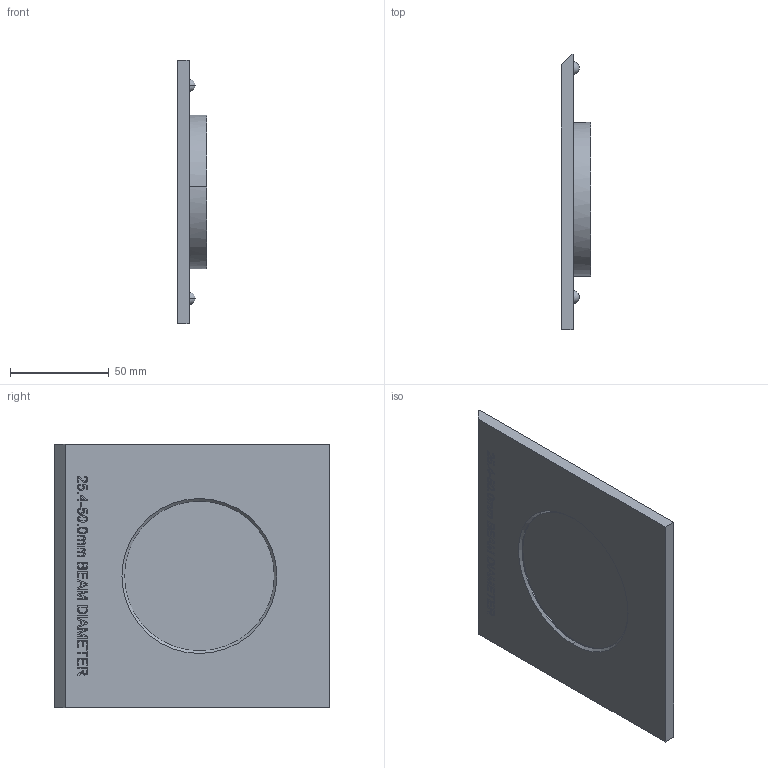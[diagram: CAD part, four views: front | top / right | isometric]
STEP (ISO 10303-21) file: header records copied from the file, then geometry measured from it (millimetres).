
FILE_DESCRIPTION (( 'STEP AP203' ), '1' );
FILE_NAME ('16658-E0W.STEP', '2019-01-21T21:25:09', ( '' ), ( '' ), 'SwSTEP 2.0', 'SolidWorks 2018', '' );
FILE_SCHEMA (( 'CONFIG_CONTROL_DESIGN' ));
Length unit declared in the file: inch
Products named in the file (1): 16658-E0W
Bounding box: 14.93 x 139.42 x 133.35 mm (x, y, z)
Volume: 143955.7 mm3; surface area: 45496.7 mm2
Topology: 5 solids, 5 shells, 366 faces, 960 edges, 628 vertices
Faces by surface type: plane 233, bspline 97, cone 12, cylinder 12, sphere 12
Entity records: 15945 total; most frequent: CARTESIAN_POINT 7578, ORIENTED_EDGE 1884, DIRECTION 1332, EDGE_CURVE 942, VECTOR 700, LINE 700, VERTEX_POINT 622, EDGE_LOOP 404
